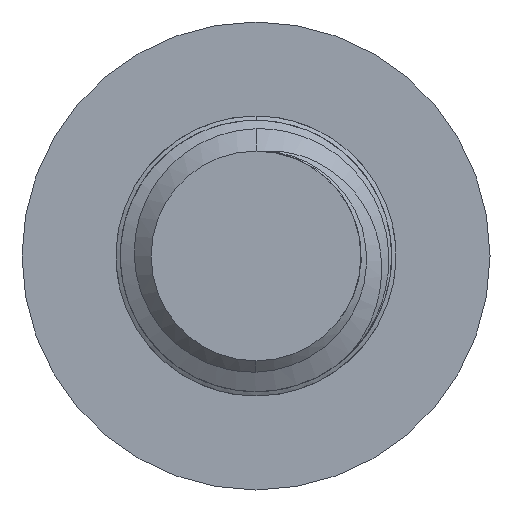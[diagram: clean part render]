
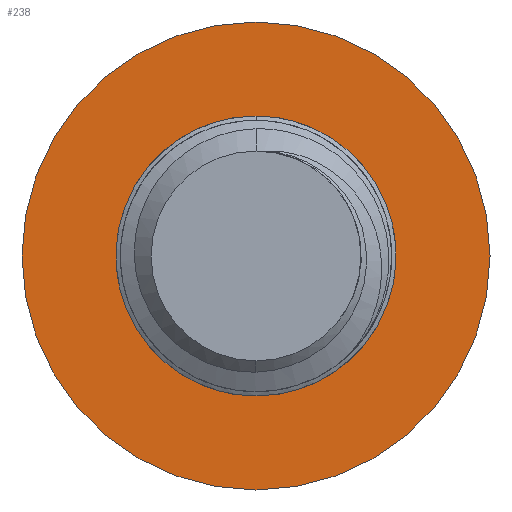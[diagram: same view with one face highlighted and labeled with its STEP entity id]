
A CAD part, left-side view. The second image highlights one B-rep face of the part: STEP entity #238.
In plain terms, the highlighted planar face has unit normal (-1, 0, 0).
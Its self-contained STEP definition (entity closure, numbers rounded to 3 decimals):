
#101 = VERTEX_POINT ( 'NONE', #1741 ) ;
#103 = VERTEX_POINT ( 'NONE', #594 ) ;
#112 = DIRECTION ( 'NONE',  ( 0., 0., -1. ) ) ;
#141 = DIRECTION ( 'NONE',  ( 1., 0., 0. ) ) ;
#143 = AXIS2_PLACEMENT_3D ( 'NONE', #957, #1307, #791 ) ;
#146 = CARTESIAN_POINT ( 'NONE',  ( 119., 0., 0. ) ) ;
#221 = EDGE_CURVE ( 'NONE', #1361, #103, #650, .T. ) ;
#238 = ADVANCED_FACE ( 'NONE', ( #2072, #670 ), #1120, .F. ) ;
#241 = AXIS2_PLACEMENT_3D ( 'NONE', #1019, #832, #821 ) ;
#287 = EDGE_LOOP ( 'NONE', ( #1067, #1931 ) ) ;
#352 = VERTEX_POINT ( 'NONE', #855 ) ;
#353 = DIRECTION ( 'NONE',  ( 0., 0., -1. ) ) ;
#393 = AXIS2_PLACEMENT_3D ( 'NONE', #2293, #2070, #353 ) ;
#524 = AXIS2_PLACEMENT_3D ( 'NONE', #1614, #1593, #1220 ) ;
#594 = CARTESIAN_POINT ( 'NONE',  ( 119., 0., 10. ) ) ;
#650 = CIRCLE ( 'NONE', #524, 10. ) ;
#670 = FACE_OUTER_BOUND ( 'NONE', #1461, .T. ) ;
#791 = DIRECTION ( 'NONE',  ( 0., 0., -1. ) ) ;
#821 = DIRECTION ( 'NONE',  ( 0., 0., -1. ) ) ;
#832 = DIRECTION ( 'NONE',  ( 1., 0., 0. ) ) ;
#855 = CARTESIAN_POINT ( 'NONE',  ( 119., 0., -5.982 ) ) ;
#862 = ORIENTED_EDGE ( 'NONE', *, *, #1314, .F. ) ;
#957 = CARTESIAN_POINT ( 'NONE',  ( 119., 0., 0. ) ) ;
#1019 = CARTESIAN_POINT ( 'NONE',  ( 119., 0., 0. ) ) ;
#1067 = ORIENTED_EDGE ( 'NONE', *, *, #2165, .T. ) ;
#1120 = PLANE ( 'NONE',  #393 ) ;
#1197 = CARTESIAN_POINT ( 'NONE',  ( 119., 0., -10. ) ) ;
#1220 = DIRECTION ( 'NONE',  ( 0., 0., -1. ) ) ;
#1307 = DIRECTION ( 'NONE',  ( 1., 0., 0. ) ) ;
#1314 = EDGE_CURVE ( 'NONE', #103, #1361, #2030, .T. ) ;
#1361 = VERTEX_POINT ( 'NONE', #1197 ) ;
#1461 = EDGE_LOOP ( 'NONE', ( #862, #2184 ) ) ;
#1469 = EDGE_CURVE ( 'NONE', #352, #101, #1961, .T. ) ;
#1593 = DIRECTION ( 'NONE',  ( 1., 0., 0. ) ) ;
#1614 = CARTESIAN_POINT ( 'NONE',  ( 119., 0., 0. ) ) ;
#1741 = CARTESIAN_POINT ( 'NONE',  ( 119., 0., 5.982 ) ) ;
#1796 = CIRCLE ( 'NONE', #2146, 5.982 ) ;
#1931 = ORIENTED_EDGE ( 'NONE', *, *, #1469, .T. ) ;
#1961 = CIRCLE ( 'NONE', #143, 5.982 ) ;
#2030 = CIRCLE ( 'NONE', #241, 10. ) ;
#2070 = DIRECTION ( 'NONE',  ( 1., 0., 0. ) ) ;
#2072 = FACE_BOUND ( 'NONE', #287, .T. ) ;
#2146 = AXIS2_PLACEMENT_3D ( 'NONE', #146, #141, #112 ) ;
#2165 = EDGE_CURVE ( 'NONE', #101, #352, #1796, .T. ) ;
#2184 = ORIENTED_EDGE ( 'NONE', *, *, #221, .F. ) ;
#2293 = CARTESIAN_POINT ( 'NONE',  ( 119., 0., 0. ) ) ;
